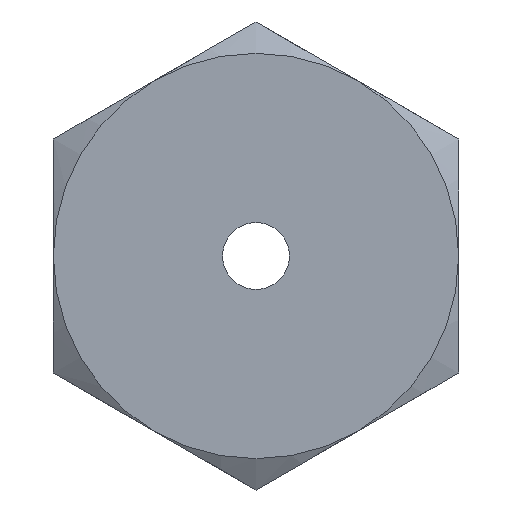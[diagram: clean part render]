
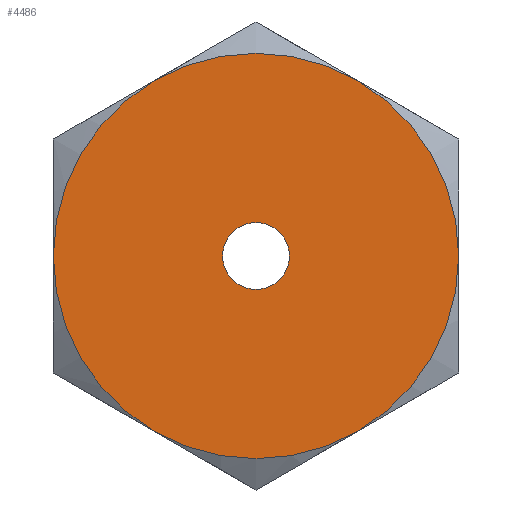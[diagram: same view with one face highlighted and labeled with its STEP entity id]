
A CAD part, left-side view. The second image highlights one B-rep face of the part: STEP entity #4486.
In plain terms, the highlighted planar face has unit normal (-1, 0, 0).
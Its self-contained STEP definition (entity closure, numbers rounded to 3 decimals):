
#1910=CARTESIAN_POINT('',(-3.5,2.,
-3.464));
#1938=CARTESIAN_POINT('',(-3.5,4.,
0.));
#1962=CARTESIAN_POINT('',(-3.5,2.,3.464));
#1988=CARTESIAN_POINT('',(-3.5,-2.,
3.464));
#2014=CARTESIAN_POINT('',(-3.5,-4.,
0.));
#2040=CARTESIAN_POINT('',(-3.5,-2.,
-3.464));
#2055=CARTESIAN_POINT('',(-3.5,0.,0.));
#2056=DIRECTION('',(-1.,0.,0.));
#2057=DIRECTION('',(0.,1.,0.));
#2058=AXIS2_PLACEMENT_3D('',#2055,#2056,#2057);
#2060=CARTESIAN_POINT('',(-3.5,0.,0.));
#2061=DIRECTION('',(-1.,0.,0.));
#2062=DIRECTION('',(0.,0.5,0.866));
#2063=AXIS2_PLACEMENT_3D('',#2060,#2061,#2062);
#2065=CARTESIAN_POINT('',(-3.5,0.,0.));
#2066=DIRECTION('',(-1.,0.,0.));
#2067=DIRECTION('',(0.,-0.5,0.866));
#2068=AXIS2_PLACEMENT_3D('',#2065,#2066,#2067);
#2070=CARTESIAN_POINT('',(-3.5,0.,0.));
#2071=DIRECTION('',(-1.,0.,0.));
#2072=DIRECTION('',(0.,-1.,0.));
#2073=AXIS2_PLACEMENT_3D('',#2070,#2071,#2072);
#2075=CARTESIAN_POINT('',(-3.5,0.,0.));
#2076=DIRECTION('',(-1.,0.,0.));
#2077=DIRECTION('',(0.,-0.5,-0.866));
#2078=AXIS2_PLACEMENT_3D('',#2075,#2076,#2077);
#2080=CARTESIAN_POINT('',(-3.5,0.,0.));
#2081=DIRECTION('',(-1.,0.,0.));
#2082=DIRECTION('',(0.,0.5,-0.866));
#2083=AXIS2_PLACEMENT_3D('',#2080,#2081,#2082);
#2085=CARTESIAN_POINT('',(-3.5,0.,0.));
#2086=DIRECTION('',(1.,0.,0.));
#2087=DIRECTION('',(0.,-1.,0.));
#2088=AXIS2_PLACEMENT_3D('',#2085,#2086,#2087);
#2090=CARTESIAN_POINT('',(-3.5,0.,0.));
#2091=DIRECTION('',(1.,0.,0.));
#2092=DIRECTION('',(0.,1.,0.));
#2093=AXIS2_PLACEMENT_3D('',#2090,#2091,#2092);
#2176=VERTEX_POINT('',#1910);
#2178=VERTEX_POINT('',#1938);
#2181=VERTEX_POINT('',#1962);
#2183=VERTEX_POINT('',#1988);
#2185=VERTEX_POINT('',#2014);
#2186=VERTEX_POINT('',#2040);
#2219=CARTESIAN_POINT('',(-3.5,-0.66,0.));
#2220=CARTESIAN_POINT('',(-3.5,0.66,0.));
#2221=VERTEX_POINT('',#2219);
#2222=VERTEX_POINT('',#2220);
#4464=CARTESIAN_POINT('',(-3.5,0.,0.));
#4465=DIRECTION('',(1.,0.,0.));
#4466=DIRECTION('',(0.,1.,0.));
#4467=AXIS2_PLACEMENT_3D('',#4464,#4465,#4466);
#4468=PLANE('',#4467);
#4469=ORIENTED_EDGE('',*,*,#4435,.F.);
#4471=ORIENTED_EDGE('',*,*,#4470,.F.);
#4473=ORIENTED_EDGE('',*,*,#4472,.F.);
#4475=ORIENTED_EDGE('',*,*,#4474,.F.);
#4476=ORIENTED_EDGE('',*,*,#4459,.F.);
#4477=ORIENTED_EDGE('',*,*,#4446,.F.);
#4478=EDGE_LOOP('',(#4469,#4471,#4473,#4475,#4476,#4477));
#4479=FACE_OUTER_BOUND('',#4478,.F.);
#4481=ORIENTED_EDGE('',*,*,#4480,.F.);
#4483=ORIENTED_EDGE('',*,*,#4482,.F.);
#4484=EDGE_LOOP('',(#4481,#4483));
#4485=FACE_BOUND('',#4484,.F.);
#2059=CIRCLE('',#2058,4.);
#2064=CIRCLE('',#2063,4.);
#2069=CIRCLE('',#2068,4.);
#2074=CIRCLE('',#2073,4.);
#2079=CIRCLE('',#2078,4.);
#2084=CIRCLE('',#2083,4.);
#2089=CIRCLE('',#2088,0.66);
#2094=CIRCLE('',#2093,0.66);
#4435=EDGE_CURVE('',#2178,#2176,#2059,.T.);
#4446=EDGE_CURVE('',#2176,#2186,#2084,.T.);
#4459=EDGE_CURVE('',#2186,#2185,#2079,.T.);
#4470=EDGE_CURVE('',#2181,#2178,#2064,.T.);
#4472=EDGE_CURVE('',#2183,#2181,#2069,.T.);
#4474=EDGE_CURVE('',#2185,#2183,#2074,.T.);
#4480=EDGE_CURVE('',#2221,#2222,#2089,.T.);
#4482=EDGE_CURVE('',#2222,#2221,#2094,.T.);
#4486=ADVANCED_FACE('',(#4479,#4485),#4468,.F.);
